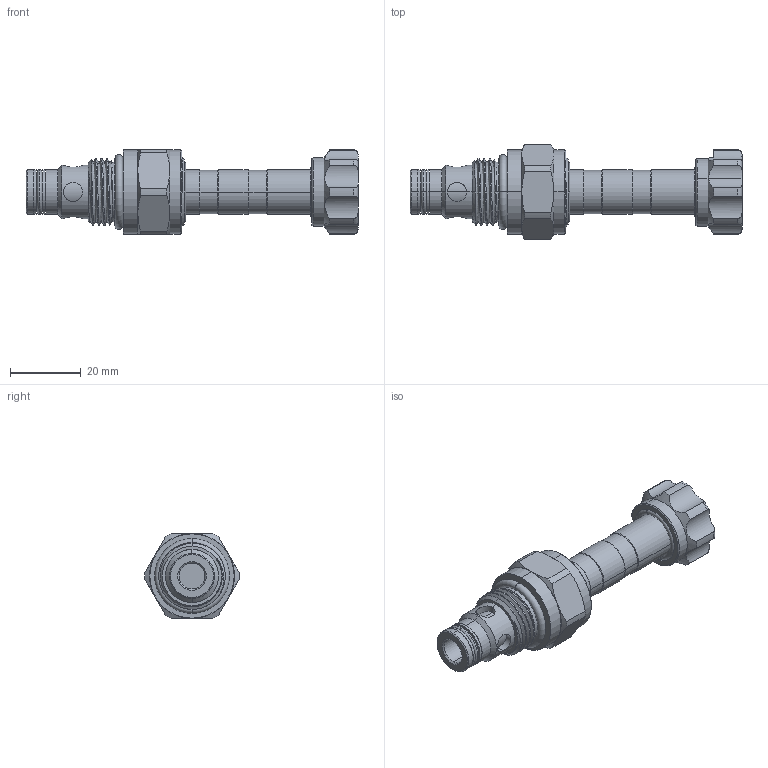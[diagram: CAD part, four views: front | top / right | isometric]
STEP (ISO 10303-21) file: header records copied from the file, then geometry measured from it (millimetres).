
FILE_DESCRIPTION (( 'STEP AP203' ), '1' );
FILE_NAME ('EP08W2A32N05.STEP', '2016-08-15T02:39:22', ( '' ), ( '' ), 'SwSTEP 2.0', 'SolidWorks 2012', '' );
FILE_SCHEMA (( 'CONFIG_CONTROL_DESIGN' ));
Length unit declared in the file: millimetre
Products named in the file (1): EP08W2A32N05
Bounding box: 93.8 x 26.69 x 24 mm (x, y, z)
Volume: 21559.6 mm3; surface area: 8689.8 mm2
Topology: 5 solids, 5 shells, 207 faces, 487 edges, 302 vertices
Faces by surface type: cylinder 104, cone 44, plane 30, torus 24, bspline 5
Entity records: 11317 total; most frequent: CARTESIAN_POINT 6559, DIRECTION 1002, ORIENTED_EDGE 974, EDGE_CURVE 487, AXIS2_PLACEMENT_3D 431, VERTEX_POINT 302, EDGE_LOOP 229, CIRCLE 228
